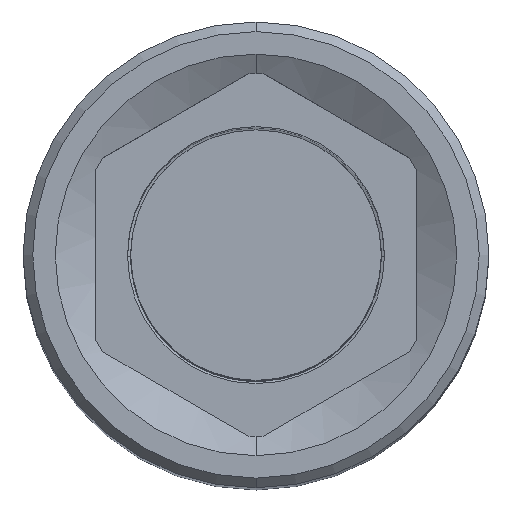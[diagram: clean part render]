
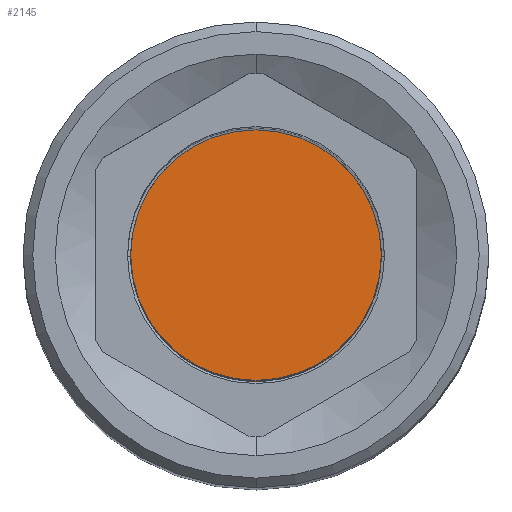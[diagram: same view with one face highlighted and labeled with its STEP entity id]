
A CAD part, top view. The second image highlights one B-rep face of the part: STEP entity #2145.
In plain terms, the highlighted planar face has unit normal (0, 0, 1).
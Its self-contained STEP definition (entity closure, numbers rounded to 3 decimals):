
#2098=CARTESIAN_POINT('',(0.,0.,70.5));
#2099=DIRECTION('',(0.,0.,1.));
#2100=DIRECTION('',(1.,0.,0.));
#2101=AXIS2_PLACEMENT_3D('',#2098,#2099,#2100);
#2103=CARTESIAN_POINT('',(0.,0.,70.5));
#2104=DIRECTION('',(0.,0.,1.));
#2105=DIRECTION('',(-1.,0.,0.));
#2106=AXIS2_PLACEMENT_3D('',#2103,#2104,#2105);
#2126=CARTESIAN_POINT('',(3.9,0.,70.5));
#2127=CARTESIAN_POINT('',(-3.9,0.,70.5));
#2128=VERTEX_POINT('',#2126);
#2129=VERTEX_POINT('',#2127);
#2134=CARTESIAN_POINT('',(0.,0.,70.5));
#2135=DIRECTION('',(0.,0.,1.));
#2136=DIRECTION('',(1.,0.,0.));
#2137=AXIS2_PLACEMENT_3D('',#2134,#2135,#2136);
#2138=PLANE('',#2137);
#2140=ORIENTED_EDGE('',*,*,#2139,.F.);
#2142=ORIENTED_EDGE('',*,*,#2141,.F.);
#2143=EDGE_LOOP('',(#2140,#2142));
#2144=FACE_OUTER_BOUND('',#2143,.F.);
#2145=ADVANCED_FACE('',(#2144),#2138,.T.);
#2102=CIRCLE('',#2101,3.9);
#2107=CIRCLE('',#2106,3.9);
#2139=EDGE_CURVE('',#2128,#2129,#2102,.T.);
#2141=EDGE_CURVE('',#2129,#2128,#2107,.T.);
